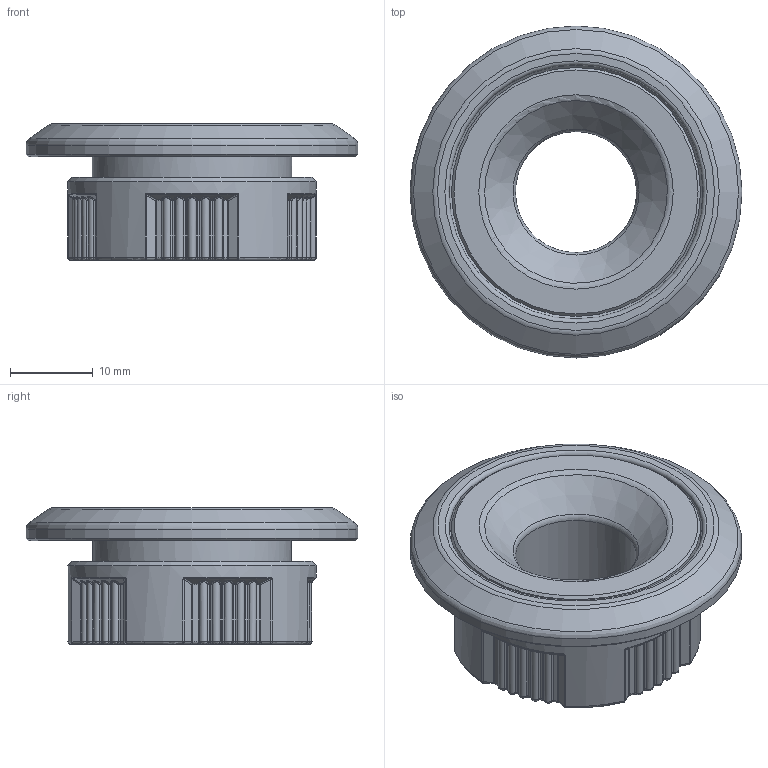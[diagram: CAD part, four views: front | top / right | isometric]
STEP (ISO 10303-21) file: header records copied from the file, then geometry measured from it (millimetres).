
FILE_DESCRIPTION(/* description */ (''),/* implementation_level */ '2;1');
FILE_NAME(/* name */ '',/* time_stamp */ '2022-10-16T16:35:56+03:00',/* author */ ('Владлен Боровиков'),/* organization */ (''),/* preprocessor_version */ 'ST-DEVELOPER v19.2',/* originating_system */ 'Autodesk Inventor 2023',/* authorisation */ '');
FILE_SCHEMA (('AUTOMOTIVE_DESIGN { 1 0 10303 214 3 1 1 }'));
Length unit declared in the file: millimetre
Products named in the file (1): гильза задней 
панели малая
Bounding box: 40 x 40 x 16.5 mm (x, y, z)
Volume: 8675.5 mm3; surface area: 8055 mm2
Topology: 3 solids, 3 shells, 491 faces, 1092 edges, 598 vertices
Faces by surface type: cylinder 158, torus 136, bspline 101, sphere 60, plane 19, cone 17
Full cylindrical faces by diameter (mm): 14.6 x1, 20.552 x2, 21.352 x2, 23.8 x2, 24 x1, 24.6 x3, 30 x2, 30.6 x1, 40 x1
Entity records: 19780 total; most frequent: CARTESIAN_POINT 9177, DIRECTION 2374, ORIENTED_EDGE 2160, AXIS2_PLACEMENT_3D 1088, EDGE_CURVE 1080, CIRCLE 697, VERTEX_POINT 597, EDGE_LOOP 499
